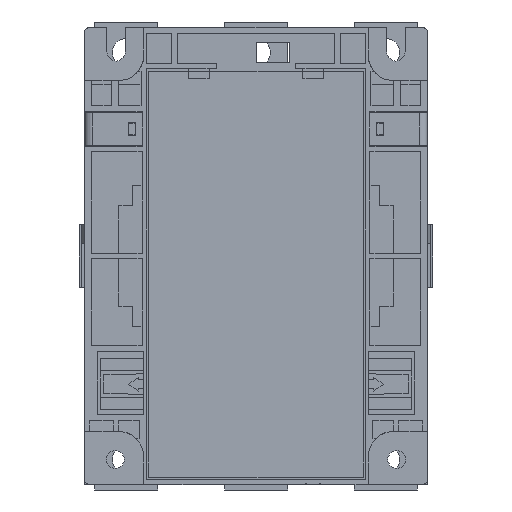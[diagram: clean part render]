
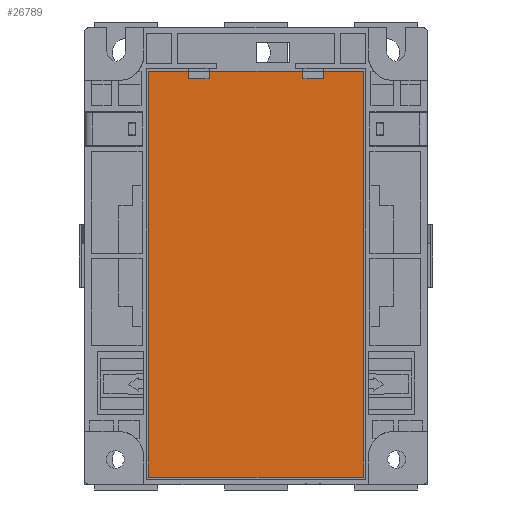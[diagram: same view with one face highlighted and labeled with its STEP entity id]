
A CAD part, front view. The second image highlights one B-rep face of the part: STEP entity #26789.
In plain terms, the highlighted planar face has unit normal (0, -1, 0).
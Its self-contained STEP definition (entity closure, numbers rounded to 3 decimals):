
#853 = EDGE_CURVE ( 'NONE', #29111, #16456, #32443, .T. ) ;
#1705 = VECTOR ( 'NONE', #9822, 1000. ) ;
#6336 = CARTESIAN_POINT ( 'NONE',  ( -42.251, -179.7, 72.75 ) ) ;
#8316 = CARTESIAN_POINT ( 'NONE',  ( -42.251, -179.7, -87. ) ) ;
#8729 = DIRECTION ( 'NONE',  ( -1., 0., 0. ) ) ;
#8920 = CARTESIAN_POINT ( 'NONE',  ( 42.246, -179.7, 72.75 ) ) ;
#9822 = DIRECTION ( 'NONE',  ( 0., 0., -1. ) ) ;
#12316 = CARTESIAN_POINT ( 'NONE',  ( 0., -179.7, 0. ) ) ;
#13851 = VERTEX_POINT ( 'NONE', #8316 ) ;
#14905 = ORIENTED_EDGE ( 'NONE', *, *, #16966, .T. ) ;
#15318 = LINE ( 'NONE', #6336, #1705 ) ;
#15952 = AXIS2_PLACEMENT_3D ( 'NONE', #12316, #35895, #32644 ) ;
#16456 = VERTEX_POINT ( 'NONE', #31515 ) ;
#16966 = EDGE_CURVE ( 'NONE', #28045, #29111, #38627, .T. ) ;
#18342 = CARTESIAN_POINT ( 'NONE',  ( -42.251, -179.7, -87. ) ) ;
#19144 = VECTOR ( 'NONE', #31890, 1000. ) ;
#22111 = CARTESIAN_POINT ( 'NONE',  ( -42.251, -179.7, 72.75 ) ) ;
#23732 = ORIENTED_EDGE ( 'NONE', *, *, #25167, .T. ) ;
#24205 = FACE_OUTER_BOUND ( 'NONE', #32557, .T. ) ;
#24384 = EDGE_CURVE ( 'NONE', #13851, #28045, #26997, .T. ) ;
#25167 = EDGE_CURVE ( 'NONE', #16456, #13851, #15318, .T. ) ;
#25439 = PLANE ( 'NONE',  #15952 ) ;
#26259 = CARTESIAN_POINT ( 'NONE',  ( 42.246, -179.7, -87. ) ) ;
#26789 = ADVANCED_FACE ( 'NONE', ( #24205 ), #25439, .T. ) ;
#26997 = LINE ( 'NONE', #18342, #29117 ) ;
#28045 = VERTEX_POINT ( 'NONE', #26259 ) ;
#28376 = CARTESIAN_POINT ( 'NONE',  ( 42.246, -179.7, 72.75 ) ) ;
#29111 = VERTEX_POINT ( 'NONE', #28376 ) ;
#29117 = VECTOR ( 'NONE', #32028, 1000. ) ;
#31515 = CARTESIAN_POINT ( 'NONE',  ( -42.251, -179.7, 72.75 ) ) ;
#31890 = DIRECTION ( 'NONE',  ( 0., 0., 1. ) ) ;
#32028 = DIRECTION ( 'NONE',  ( 1., 0., 0. ) ) ;
#32443 = LINE ( 'NONE', #22111, #37167 ) ;
#32557 = EDGE_LOOP ( 'NONE', ( #23732, #38873, #14905, #35819 ) ) ;
#32644 = DIRECTION ( 'NONE',  ( 0., 0., -1. ) ) ;
#35819 = ORIENTED_EDGE ( 'NONE', *, *, #853, .T. ) ;
#35895 = DIRECTION ( 'NONE',  ( 0., -1., 0. ) ) ;
#37167 = VECTOR ( 'NONE', #8729, 1000. ) ;
#38627 = LINE ( 'NONE', #8920, #19144 ) ;
#38873 = ORIENTED_EDGE ( 'NONE', *, *, #24384, .T. ) ;
